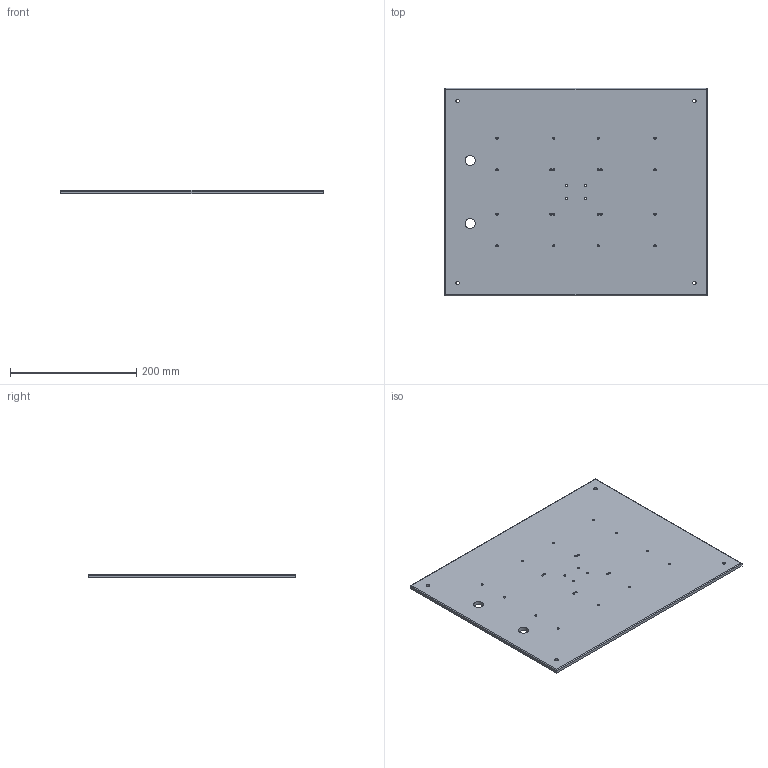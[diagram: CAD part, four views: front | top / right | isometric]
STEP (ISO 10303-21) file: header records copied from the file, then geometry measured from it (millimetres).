
FILE_DESCRIPTION(('Open CASCADE Model'),'2;1');
FILE_NAME('Open CASCADE Shape Model','2026-02-08T19:17:57',('Author'),( 'Open CASCADE'),'Open CASCADE STEP processor 7.8','Open CASCADE 7.8' ,'Unknown');
FILE_SCHEMA(('AUTOMOTIVE_DESIGN { 1 0 10303 214 1 1 1 1 }'));
Length unit declared in the file: millimetre
Products named in the file (1): Open CASCADE STEP translator 7.8 2
Bounding box: 415 x 328 x 6 mm (x, y, z)
Volume: 811711.2 mm3; surface area: 281323.2 mm2
Topology: 1 solids, 1 shells, 40 faces, 110 edges, 72 vertices
Faces by surface type: cylinder 34, plane 6
Full cylindrical faces by diameter (mm): 3.2 x8, 3.5 x16, 5.5 x4, 16 x2
Entity records: 3086 total; most frequent: CARTESIAN_POINT 859, DIRECTION 408, ORIENTED_EDGE 220, PCURVE 220, DEFINITIONAL_REPRESENTATION 220, LINE 198, VECTOR 198, EDGE_CURVE 110
